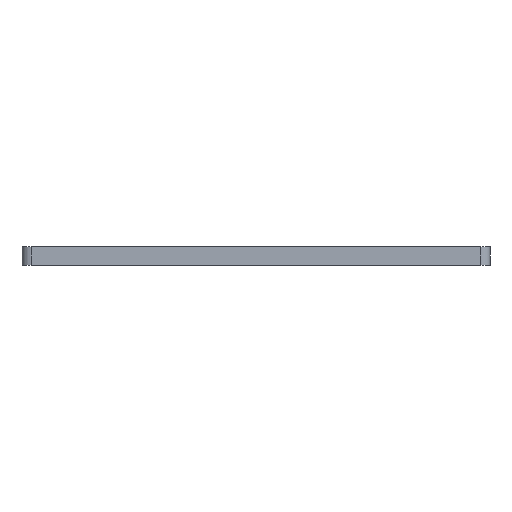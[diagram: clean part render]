
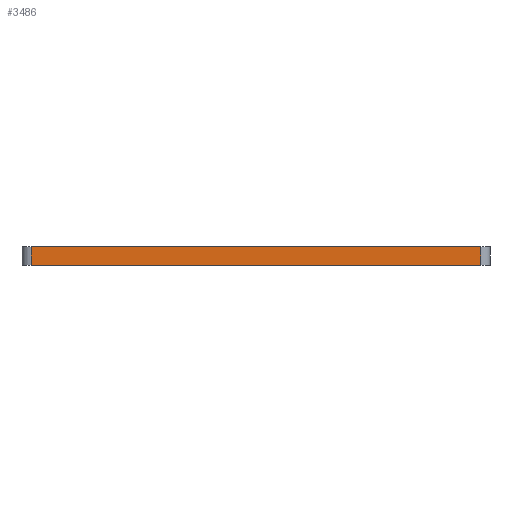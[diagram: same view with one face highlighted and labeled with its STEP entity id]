
A CAD part, left-side view. The second image highlights one B-rep face of the part: STEP entity #3486.
In plain terms, the highlighted planar face has unit normal (-1, 0, 0).
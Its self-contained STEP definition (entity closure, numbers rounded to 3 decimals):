
#508=CARTESIAN_POINT('',(-47.625,-36.6,11.));
#509=VERTEX_POINT('',#508);
#517=CARTESIAN_POINT('',(-47.625,36.6,11.));
#518=VERTEX_POINT('',#517);
#519=CARTESIAN_POINT('',(-47.625,-36.6,11.));
#520=DIRECTION('',(0.,1.,0.));
#521=VECTOR('',#520,73.2);
#522=LINE('',#519,#521);
#523=EDGE_CURVE('',#509,#518,#522,.T.);
#3456=CARTESIAN_POINT('',(-47.625,-0.,14.));
#3457=DIRECTION('',(-1.,0.,0.));
#3458=DIRECTION('',(0.,0.,1.));
#3459=AXIS2_PLACEMENT_3D('',#3456,#3457,#3458);
#3460=PLANE('',#3459);
#3461=ORIENTED_EDGE('',*,*,#523,.F.);
#3462=CARTESIAN_POINT('',(-47.625,-36.6,14.));
#3463=VERTEX_POINT('',#3462);
#3464=CARTESIAN_POINT('',(-47.625,-36.6,11.));
#3465=DIRECTION('',(0.,0.,1.));
#3466=VECTOR('',#3465,3.);
#3467=LINE('',#3464,#3466);
#3468=EDGE_CURVE('',#509,#3463,#3467,.T.);
#3469=ORIENTED_EDGE('',*,*,#3468,.T.);
#3470=CARTESIAN_POINT('',(-47.625,36.6,14.));
#3471=VERTEX_POINT('',#3470);
#3472=CARTESIAN_POINT('',(-47.625,-36.6,14.));
#3473=DIRECTION('',(0.,1.,0.));
#3474=VECTOR('',#3473,73.2);
#3475=LINE('',#3472,#3474);
#3476=EDGE_CURVE('',#3463,#3471,#3475,.T.);
#3477=ORIENTED_EDGE('',*,*,#3476,.T.);
#3478=CARTESIAN_POINT('',(-47.625,36.6,11.));
#3479=DIRECTION('',(0.,0.,1.));
#3480=VECTOR('',#3479,3.);
#3481=LINE('',#3478,#3480);
#3482=EDGE_CURVE('',#518,#3471,#3481,.T.);
#3483=ORIENTED_EDGE('',*,*,#3482,.F.);
#3484=EDGE_LOOP('',(#3461,#3469,#3477,#3483));
#3485=FACE_BOUND('',#3484,.T.);
#3486=ADVANCED_FACE('',(#3485),#3460,.T.);
